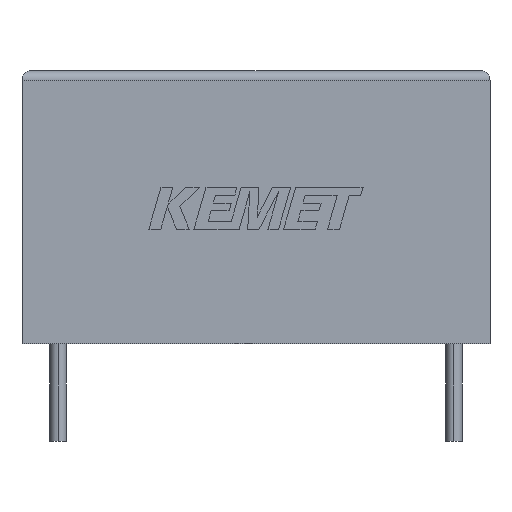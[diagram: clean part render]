
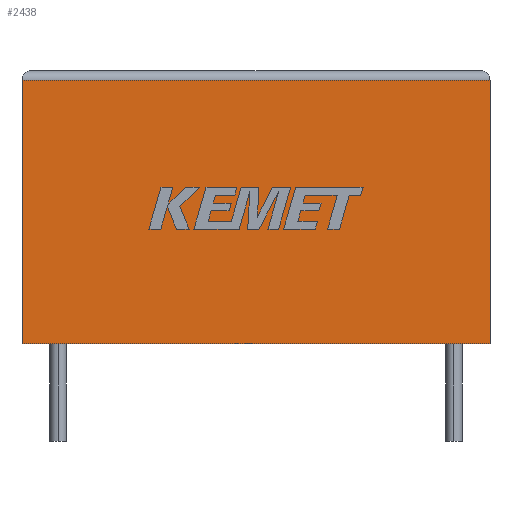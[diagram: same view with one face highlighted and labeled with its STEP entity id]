
A CAD part, top view. The second image highlights one B-rep face of the part: STEP entity #2438.
In plain terms, the highlighted planar face has unit normal (0, 0, 1).
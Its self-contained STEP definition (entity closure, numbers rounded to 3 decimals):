
#9 = CARTESIAN_POINT ( 'NONE',  ( 24., 0., 7.6 ) ) ;
#56 = CARTESIAN_POINT ( 'NONE',  ( 0., 0., 7.6 ) ) ;
#68 = ORIENTED_EDGE ( 'NONE', *, *, #788, .T. ) ;
#140 = CARTESIAN_POINT ( 'NONE',  ( 0., 13.5, 7.6 ) ) ;
#278 = VERTEX_POINT ( 'NONE', #140 ) ;
#402 = VECTOR ( 'NONE', #488, 1000. ) ;
#403 = AXIS2_PLACEMENT_3D ( 'NONE', #818, #1609, #837 ) ;
#488 = DIRECTION ( 'NONE',  ( 1., 0., 0. ) ) ;
#490 = LINE ( 'NONE', #1151, #1602 ) ;
#497 = PLANE ( 'NONE',  #403 ) ;
#528 = VERTEX_POINT ( 'NONE', #9 ) ;
#600 = FACE_OUTER_BOUND ( 'NONE', #1255, .T. ) ;
#638 = CARTESIAN_POINT ( 'NONE',  ( 0., 0., 7.6 ) ) ;
#660 = VERTEX_POINT ( 'NONE', #638 ) ;
#707 = VECTOR ( 'NONE', #1938, 1000. ) ;
#736 = LINE ( 'NONE', #2215, #402 ) ;
#788 = EDGE_CURVE ( 'NONE', #660, #528, #736, .T. ) ;
#801 = LINE ( 'NONE', #2060, #1349 ) ;
#818 = CARTESIAN_POINT ( 'NONE',  ( 0., 0., 7.6 ) ) ;
#837 = DIRECTION ( 'NONE',  ( -1., 0., 0. ) ) ;
#1038 = EDGE_CURVE ( 'NONE', #528, #1749, #490, .T. ) ;
#1072 = ORIENTED_EDGE ( 'NONE', *, *, #1142, .T. ) ;
#1142 = EDGE_CURVE ( 'NONE', #278, #660, #1911, .T. ) ;
#1151 = CARTESIAN_POINT ( 'NONE',  ( 24., 0., 7.6 ) ) ;
#1255 = EDGE_LOOP ( 'NONE', ( #1406, #2369, #1072, #68 ) ) ;
#1349 = VECTOR ( 'NONE', #2469, 1000. ) ;
#1406 = ORIENTED_EDGE ( 'NONE', *, *, #1038, .T. ) ;
#1436 = CARTESIAN_POINT ( 'NONE',  ( 24., 13.5, 7.6 ) ) ;
#1507 = DIRECTION ( 'NONE',  ( 0., 1., 0. ) ) ;
#1568 = EDGE_CURVE ( 'NONE', #1749, #278, #801, .T. ) ;
#1602 = VECTOR ( 'NONE', #1507, 1000. ) ;
#1609 = DIRECTION ( 'NONE',  ( 0., 0., -1. ) ) ;
#1749 = VERTEX_POINT ( 'NONE', #1436 ) ;
#1911 = LINE ( 'NONE', #56, #707 ) ;
#1938 = DIRECTION ( 'NONE',  ( 0., -1., 0. ) ) ;
#2060 = CARTESIAN_POINT ( 'NONE',  ( 0., 13.5, 7.6 ) ) ;
#2215 = CARTESIAN_POINT ( 'NONE',  ( 0., 0., 7.6 ) ) ;
#2369 = ORIENTED_EDGE ( 'NONE', *, *, #1568, .T. ) ;
#2438 = ADVANCED_FACE ( 'NONE', ( #600 ), #497, .F. ) ;
#2469 = DIRECTION ( 'NONE',  ( -1., 0., 0. ) ) ;
